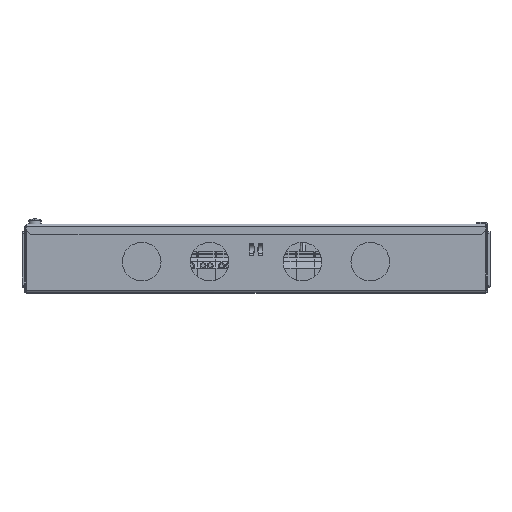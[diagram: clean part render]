
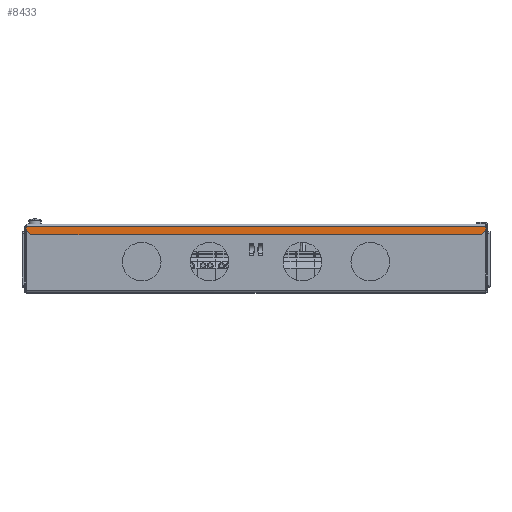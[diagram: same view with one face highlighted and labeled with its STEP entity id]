
A CAD part, top view. The second image highlights one B-rep face of the part: STEP entity #8433.
In plain terms, the highlighted face is planar.
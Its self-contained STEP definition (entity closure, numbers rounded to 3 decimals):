
#1631 = DIRECTION ( 'NONE',  ( 0., 1., 0. ) ) ;
#2238 = ORIENTED_EDGE ( 'NONE', *, *, #36612, .T. ) ;
#2732 = ORIENTED_EDGE ( 'NONE', *, *, #21469, .T. ) ;
#2808 = EDGE_CURVE ( 'NONE', #21989, #23546, #14055, .T. ) ;
#3217 = CARTESIAN_POINT ( 'NONE',  ( -81.25, -3., 149.3 ) ) ;
#3561 = LINE ( 'NONE', #18703, #30294 ) ;
#4801 = EDGE_CURVE ( 'NONE', #19842, #13351, #3561, .T. ) ;
#5957 = CARTESIAN_POINT ( 'NONE',  ( -81.25, -6., -145.3 ) ) ;
#6461 = VECTOR ( 'NONE', #11011, 1000. ) ;
#6894 = ORIENTED_EDGE ( 'NONE', *, *, #21750, .F. ) ;
#8020 = CARTESIAN_POINT ( 'NONE',  ( -81.25, -3., -148.3 ) ) ;
#8433 = ADVANCED_FACE ( 'NONE', ( #34206 ), #15756, .F. ) ;
#8541 = ORIENTED_EDGE ( 'NONE', *, *, #4801, .F. ) ;
#8861 = DIRECTION ( 'NONE',  ( 0., -0.707, 0.707 ) ) ;
#10260 = DIRECTION ( 'NONE',  ( 1., 0., 0. ) ) ;
#10760 = DIRECTION ( 'NONE',  ( 0., 0., -1. ) ) ;
#10878 = VERTEX_POINT ( 'NONE', #26916 ) ;
#11011 = DIRECTION ( 'NONE',  ( 0., -1., 0. ) ) ;
#13351 = VERTEX_POINT ( 'NONE', #20083 ) ;
#14055 = LINE ( 'NONE', #16394, #6461 ) ;
#14170 = VECTOR ( 'NONE', #31449, 1000. ) ;
#14305 = VECTOR ( 'NONE', #8861, 1000. ) ;
#15756 = PLANE ( 'NONE',  #36138 ) ;
#15955 = LINE ( 'NONE', #24975, #14170 ) ;
#16276 = EDGE_CURVE ( 'NONE', #10878, #23546, #16596, .T. ) ;
#16394 = CARTESIAN_POINT ( 'NONE',  ( -81.25, 0., 149.3 ) ) ;
#16409 = ORIENTED_EDGE ( 'NONE', *, *, #2808, .F. ) ;
#16596 = LINE ( 'NONE', #30969, #29034 ) ;
#16952 = VERTEX_POINT ( 'NONE', #5957 ) ;
#18703 = CARTESIAN_POINT ( 'NONE',  ( -81.25, -6., -148.3 ) ) ;
#19842 = VERTEX_POINT ( 'NONE', #27714 ) ;
#19843 = ORIENTED_EDGE ( 'NONE', *, *, #16276, .T. ) ;
#20083 = CARTESIAN_POINT ( 'NONE',  ( -81.25, -0.6, -148.3 ) ) ;
#21469 = EDGE_CURVE ( 'NONE', #21989, #13351, #15955, .T. ) ;
#21750 = EDGE_CURVE ( 'NONE', #10878, #16952, #29213, .T. ) ;
#21989 = VERTEX_POINT ( 'NONE', #34874 ) ;
#22322 = EDGE_LOOP ( 'NONE', ( #16409, #2732, #8541, #2238, #6894, #19843 ) ) ;
#23546 = VERTEX_POINT ( 'NONE', #3217 ) ;
#24820 = CARTESIAN_POINT ( 'NONE',  ( -81.25, -6., 149.3 ) ) ;
#24975 = CARTESIAN_POINT ( 'NONE',  ( -81.25, -0.6, 149.3 ) ) ;
#26916 = CARTESIAN_POINT ( 'NONE',  ( -81.25, -6., 146.3 ) ) ;
#27714 = CARTESIAN_POINT ( 'NONE',  ( -81.25, -3., -148.3 ) ) ;
#28088 = LINE ( 'NONE', #8020, #14305 ) ;
#29034 = VECTOR ( 'NONE', #36743, 1000. ) ;
#29213 = LINE ( 'NONE', #24820, #35915 ) ;
#30294 = VECTOR ( 'NONE', #1631, 1000. ) ;
#30969 = CARTESIAN_POINT ( 'NONE',  ( -81.25, -6., 146.3 ) ) ;
#31449 = DIRECTION ( 'NONE',  ( 0., 0., -1. ) ) ;
#32928 = DIRECTION ( 'NONE',  ( 0., 1., 0. ) ) ;
#34206 = FACE_OUTER_BOUND ( 'NONE', #22322, .T. ) ;
#34874 = CARTESIAN_POINT ( 'NONE',  ( -81.25, -0.6, 149.3 ) ) ;
#35654 = CARTESIAN_POINT ( 'NONE',  ( -81.25, 0., 149.3 ) ) ;
#35915 = VECTOR ( 'NONE', #10760, 1000. ) ;
#36138 = AXIS2_PLACEMENT_3D ( 'NONE', #35654, #10260, #32928 ) ;
#36612 = EDGE_CURVE ( 'NONE', #19842, #16952, #28088, .T. ) ;
#36743 = DIRECTION ( 'NONE',  ( 0., 0.707, 0.707 ) ) ;
